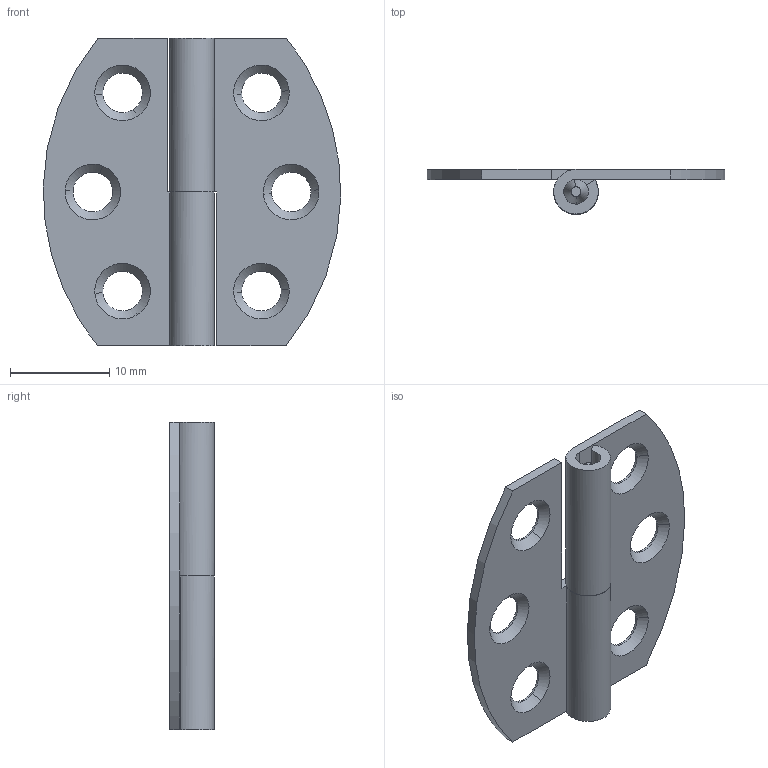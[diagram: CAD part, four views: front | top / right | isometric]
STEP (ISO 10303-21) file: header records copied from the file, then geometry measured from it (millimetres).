
FILE_DESCRIPTION((''),'2;1');
FILE_NAME('','2005-04-20T09:35:59',(''),(''),'','CADfix','');
FILE_SCHEMA(('AUTOMOTIVE_DESIGN'));
Length unit declared in the file: millimetre
Products named in the file (4): sahft; hinge piece_B; hinge piece_A; TH_4_3_L_9258_36
Assembly tree (3 placements, depth 2):
  TH_4_3_L_9258_36
    sahft
    hinge piece_B
    hinge piece_A
Bounding box: 29.99 x 4.5 x 31 mm (x, y, z)
Volume: 1069.5 mm3; surface area: 2395.5 mm2
Topology: 3 solids, 3 shells, 50 faces, 169 edges, 125 vertices
Faces by surface type: bspline 50
Entity records: 2171 total; most frequent: CARTESIAN_POINT 1178, ORIENTED_EDGE 338, EDGE_CURVE 169, VERTEX_POINT 125, QUASI_UNIFORM_CURVE 64, EDGE_LOOP 62, FACE_OUTER_BOUND 50, ADVANCED_FACE 50
